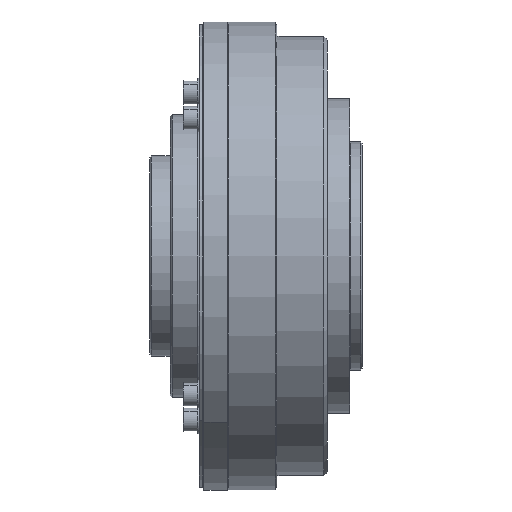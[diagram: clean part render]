
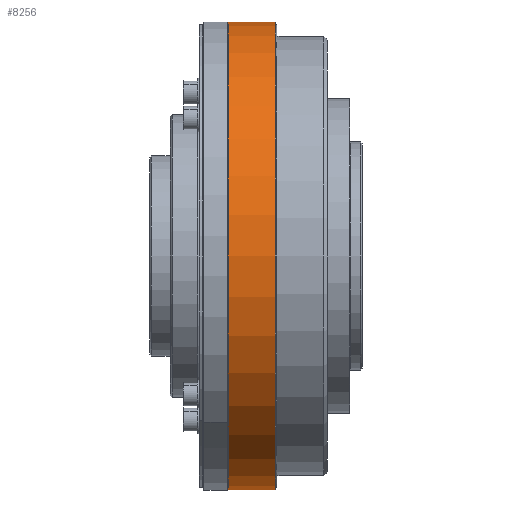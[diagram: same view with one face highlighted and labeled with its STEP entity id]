
A CAD part, front view. The second image highlights one B-rep face of the part: STEP entity #8256.
In plain terms, the highlighted cylindrical face has radius 130 mm (diameter 260 mm), a partial arc.
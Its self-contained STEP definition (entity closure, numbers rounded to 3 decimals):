
#4824 = VECTOR ( 'NONE', #4833, 1000. ) ;
#4833 = DIRECTION ( 'NONE',  ( -1., 0., 0. ) ) ;
#4848 = CARTESIAN_POINT ( 'NONE',  ( 0., 0., -130. ) ) ;
#4849 = LINE ( 'NONE', #4848, #4824 ) ;
#4850 = CARTESIAN_POINT ( 'NONE',  ( 0., 0., 130. ) ) ;
#4858 = DIRECTION ( 'NONE',  ( -1., 0., 0. ) ) ;
#4859 = VECTOR ( 'NONE', #4858, 1000. ) ;
#4860 = CARTESIAN_POINT ( 'NONE',  ( 0., 0., 130. ) ) ;
#4861 = LINE ( 'NONE', #4860, #4859 ) ;
#4901 = CARTESIAN_POINT ( 'NONE',  ( 26., 0., 130. ) ) ;
#6649 = CARTESIAN_POINT ( 'NONE',  ( 26., 0., -130. ) ) ;
#6679 = DIRECTION ( 'NONE',  ( 0., 0., 1. ) ) ;
#6680 = DIRECTION ( 'NONE',  ( -1., 0., 0. ) ) ;
#6681 = CARTESIAN_POINT ( 'NONE',  ( 26., 0., 0. ) ) ;
#6682 = AXIS2_PLACEMENT_3D ( 'NONE', #6681, #6680, #6679 ) ;
#6683 = CIRCLE ( 'NONE', #6682, 130. ) ;
#6703 = CARTESIAN_POINT ( 'NONE',  ( 0., 0., -130. ) ) ;
#7000 = DIRECTION ( 'NONE',  ( 0., 0., 1. ) ) ;
#7001 = DIRECTION ( 'NONE',  ( -1., 0., 0. ) ) ;
#7002 = AXIS2_PLACEMENT_3D ( 'NONE', #7004, #7001, #7000 ) ;
#7004 = CARTESIAN_POINT ( 'NONE',  ( 0., 0., 0. ) ) ;
#7005 = CYLINDRICAL_SURFACE ( 'NONE', #7002, 130. ) ;
#7006 = FACE_OUTER_BOUND ( 'NONE', #8257, .T. ) ;
#7007 = DIRECTION ( 'NONE',  ( 0., 0., 1. ) ) ;
#7008 = DIRECTION ( 'NONE',  ( -1., 0., 0. ) ) ;
#7009 = CARTESIAN_POINT ( 'NONE',  ( 0., 0., 0. ) ) ;
#7010 = AXIS2_PLACEMENT_3D ( 'NONE', #7009, #7008, #7007 ) ;
#7011 = CIRCLE ( 'NONE', #7010, 130. ) ;
#8255 = EDGE_CURVE ( 'NONE', #8379, #8493, #7011, .T. ) ;
#8256 = ADVANCED_FACE ( 'NONE', ( #7006 ), #7005, .T. ) ;
#8257 = EDGE_LOOP ( 'NONE', ( #8432, #8433, #8435, #8436 ) ) ;
#8379 = VERTEX_POINT ( 'NONE', #6703 ) ;
#8432 = ORIENTED_EDGE ( 'NONE', *, *, #8490, .F. ) ;
#8433 = ORIENTED_EDGE ( 'NONE', *, *, #8434, .T. ) ;
#8434 = EDGE_CURVE ( 'NONE', #8448, #8521, #6683, .T. ) ;
#8435 = ORIENTED_EDGE ( 'NONE', *, *, #8495, .T. ) ;
#8436 = ORIENTED_EDGE ( 'NONE', *, *, #8255, .F. ) ;
#8448 = VERTEX_POINT ( 'NONE', #6649 ) ;
#8490 = EDGE_CURVE ( 'NONE', #8448, #8379, #4849, .T. ) ;
#8493 = VERTEX_POINT ( 'NONE', #4850 ) ;
#8495 = EDGE_CURVE ( 'NONE', #8521, #8493, #4861, .T. ) ;
#8521 = VERTEX_POINT ( 'NONE', #4901 ) ;
